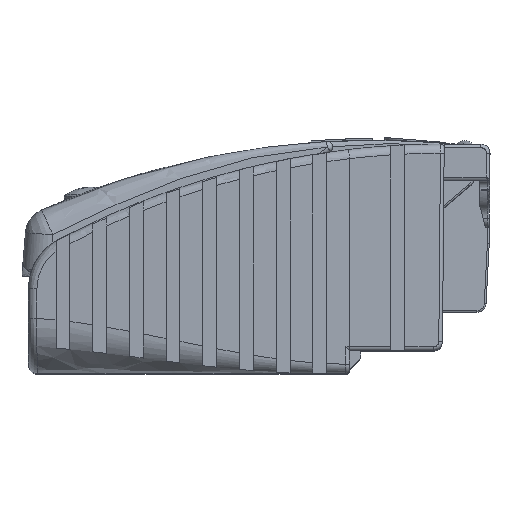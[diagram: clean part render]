
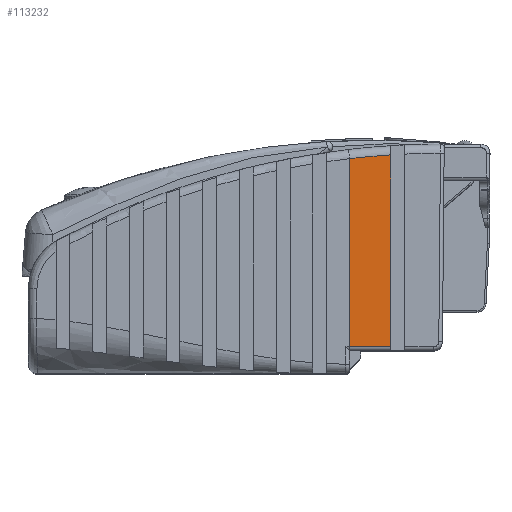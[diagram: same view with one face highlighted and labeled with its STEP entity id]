
A CAD part, top view. The second image highlights one B-rep face of the part: STEP entity #113232.
In plain terms, the highlighted planar face has unit normal (0, 0, 1).
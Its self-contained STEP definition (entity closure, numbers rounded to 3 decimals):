
#1394 = EDGE_LOOP ( 'NONE', ( #38474, #66539, #60079, #135326 ) ) ;
#6065 = VERTEX_POINT ( 'NONE', #109258 ) ;
#8998 = CARTESIAN_POINT ( 'NONE',  ( -0.734, 22.306, 35.762 ) ) ;
#10072 = CARTESIAN_POINT ( 'NONE',  ( -0.734, 0.206, 35.762 ) ) ;
#14612 = DIRECTION ( 'NONE',  ( -1., 0., 0. ) ) ;
#26438 = CARTESIAN_POINT ( 'NONE',  ( -0.734, 0.206, 35.762 ) ) ;
#27608 = DIRECTION ( 'NONE',  ( 0., 0., 1. ) ) ;
#34055 = VECTOR ( 'NONE', #48618, 1000. ) ;
#38474 = ORIENTED_EDGE ( 'NONE', *, *, #78891, .T. ) ;
#39032 = DIRECTION ( 'NONE',  ( 0., 0., -1. ) ) ;
#48618 = DIRECTION ( 'NONE',  ( 0., 1., 0. ) ) ;
#49693 = FACE_OUTER_BOUND ( 'NONE', #1394, .T. ) ;
#51178 = DIRECTION ( 'NONE',  ( -1., 0., 0. ) ) ;
#56574 = DIRECTION ( 'NONE',  ( 0., -1., 0. ) ) ;
#60079 = ORIENTED_EDGE ( 'NONE', *, *, #60665, .T. ) ;
#60665 = EDGE_CURVE ( 'NONE', #64171, #6065, #144966, .T. ) ;
#61129 = VECTOR ( 'NONE', #116701, 1000. ) ;
#64171 = VERTEX_POINT ( 'NONE', #123258 ) ;
#65065 = AXIS2_PLACEMENT_3D ( 'NONE', #145694, #27608, #14612 ) ;
#65793 = LINE ( 'NONE', #105257, #34055 ) ;
#66539 = ORIENTED_EDGE ( 'NONE', *, *, #111068, .T. ) ;
#74337 = LINE ( 'NONE', #10072, #61129 ) ;
#78018 = AXIS2_PLACEMENT_3D ( 'NONE', #110661, #39032, #51178 ) ;
#78891 = EDGE_CURVE ( 'NONE', #102406, #96741, #74337, .T. ) ;
#86633 = PLANE ( 'NONE',  #78018 ) ;
#96741 = VERTEX_POINT ( 'NONE', #135866 ) ;
#98588 = EDGE_CURVE ( 'NONE', #6065, #102406, #140699, .T. ) ;
#101420 = VECTOR ( 'NONE', #56574, 1000. ) ;
#102406 = VERTEX_POINT ( 'NONE', #26438 ) ;
#105257 = CARTESIAN_POINT ( 'NONE',  ( 3.766, 22.306, 35.762 ) ) ;
#109258 = CARTESIAN_POINT ( 'NONE',  ( -0.734, 20.708, 35.762 ) ) ;
#110661 = CARTESIAN_POINT ( 'NONE',  ( -0.734, 22.306, 35.762 ) ) ;
#111068 = EDGE_CURVE ( 'NONE', #96741, #64171, #65793, .T. ) ;
#113232 = ADVANCED_FACE ( 'NONE', ( #49693 ), #86633, .F. ) ;
#116701 = DIRECTION ( 'NONE',  ( 1., 0., 0. ) ) ;
#123258 = CARTESIAN_POINT ( 'NONE',  ( 3.766, 21.117, 35.762 ) ) ;
#135326 = ORIENTED_EDGE ( 'NONE', *, *, #98588, .T. ) ;
#135866 = CARTESIAN_POINT ( 'NONE',  ( 3.766, 0.206, 35.762 ) ) ;
#140699 = LINE ( 'NONE', #8998, #101420 ) ;
#144966 = CIRCLE ( 'NONE', #65065, 89. ) ;
#145694 = CARTESIAN_POINT ( 'NONE',  ( 9.566, -67.694, 35.762 ) ) ;
